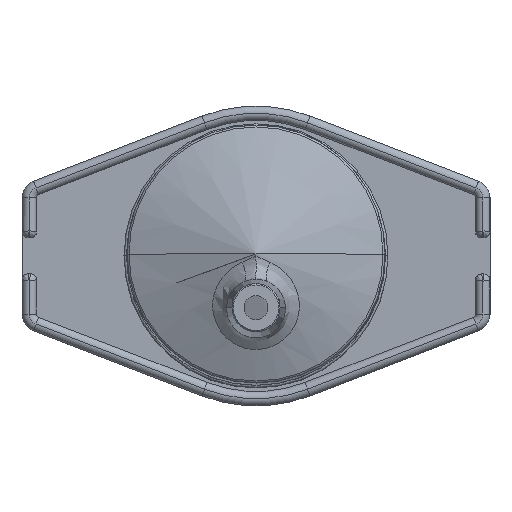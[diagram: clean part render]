
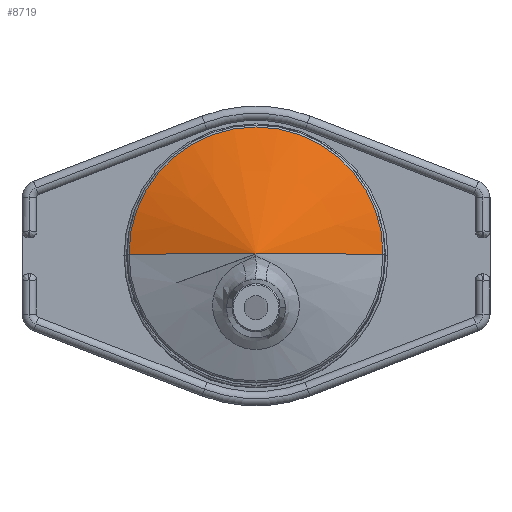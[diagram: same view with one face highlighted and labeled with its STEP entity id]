
A CAD part, top view. The second image highlights one B-rep face of the part: STEP entity #8719.
In plain terms, the highlighted conical face has half-angle 70 degrees and reference radius 2747.48 mm.
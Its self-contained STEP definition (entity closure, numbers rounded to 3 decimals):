
#734 = DIRECTION ( 'NONE',  ( -1., 0., 0. ) ) ;
#735 = CARTESIAN_POINT ( 'NONE',  ( 0., 0., -996.087 ) ) ;
#736 = FACE_OUTER_BOUND ( 'NONE', #7883, .T. ) ;
#737 = DIRECTION ( 'NONE',  ( 0., 0., -1. ) ) ;
#1640 = ORIENTED_EDGE ( 'NONE', *, *, #1827, .F. ) ;
#1641 = ORIENTED_EDGE ( 'NONE', *, *, #1828, .T. ) ;
#1642 = ORIENTED_EDGE ( 'NONE', *, *, #1814, .T. ) ;
#1814 = EDGE_CURVE ( 'NONE', #6759, #6760, #13642, .T. ) ;
#1827 = EDGE_CURVE ( 'NONE', #6749, #6760, #9696, .T. ) ;
#1828 = EDGE_CURVE ( 'NONE', #6749, #6759, #9665, .T. ) ;
#6749 = VERTEX_POINT ( 'NONE', #26273 ) ;
#6759 = VERTEX_POINT ( 'NONE', #26283 ) ;
#6760 = VERTEX_POINT ( 'NONE', #26284 ) ;
#7883 = EDGE_LOOP ( 'NONE', ( #1640, #1641, #1642 ) ) ;
#8719 = ADVANCED_FACE ( 'NONE', ( #736 ), #25708, .T. ) ;
#9591 = CARTESIAN_POINT ( 'NONE',  ( 0., 0., 0.06 ) ) ;
#9592 = DIRECTION ( 'NONE',  ( 0., 0., 1. ) ) ;
#9593 = DIRECTION ( 'NONE',  ( 1., 0., 0. ) ) ;
#9665 = LINE ( 'NONE', #9700, #25269 ) ;
#9696 = LINE ( 'NONE', #9698, #25270 ) ;
#9698 = CARTESIAN_POINT ( 'NONE',  ( 0., 0., 3.913 ) ) ;
#9699 = DIRECTION ( 'NONE',  ( -0.94, 0., -0.342 ) ) ;
#9700 = CARTESIAN_POINT ( 'NONE',  ( 0., 0., 3.913 ) ) ;
#9701 = DIRECTION ( 'NONE',  ( 0.94, 0., -0.342 ) ) ;
#13635 = AXIS2_PLACEMENT_3D ( 'NONE', #9591, #9592, #9593 ) ;
#13642 = CIRCLE ( 'NONE', #13635, 10.586 ) ;
#25269 = VECTOR ( 'NONE', #9701, 1000. ) ;
#25270 = VECTOR ( 'NONE', #9699, 1000. ) ;
#25708 = CONICAL_SURFACE ( 'NONE', #25709, 2747.477, 1.222 ) ;
#25709 = AXIS2_PLACEMENT_3D ( 'NONE', #735, #737, #734 ) ;
#26273 = CARTESIAN_POINT ( 'NONE',  ( 0., 0., 3.913 ) ) ;
#26283 = CARTESIAN_POINT ( 'NONE',  ( 10.586, 0., 0.06 ) ) ;
#26284 = CARTESIAN_POINT ( 'NONE',  ( -10.586, 0., 0.06 ) ) ;
